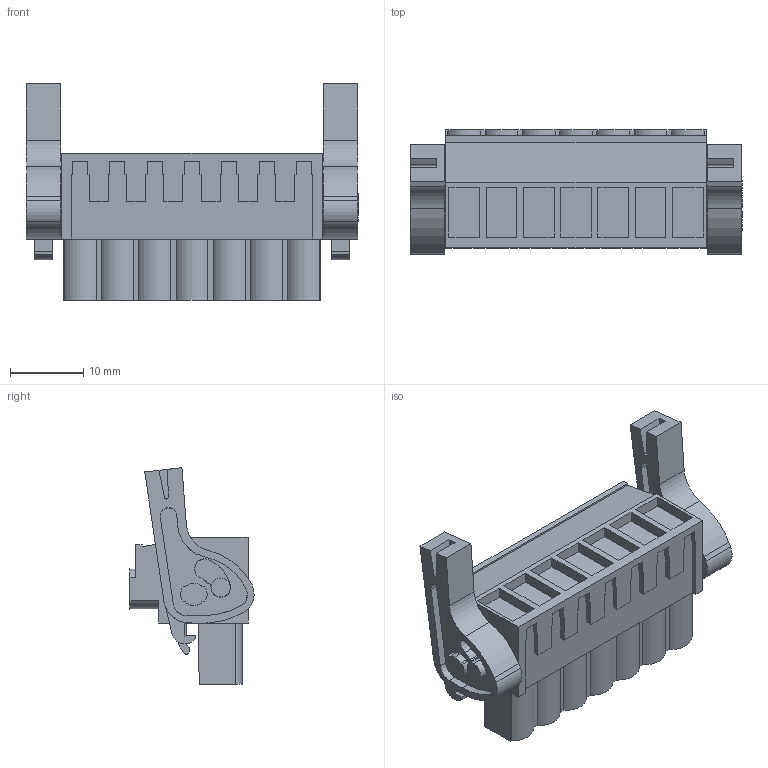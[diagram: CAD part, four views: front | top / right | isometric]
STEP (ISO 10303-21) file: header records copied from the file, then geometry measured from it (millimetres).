
FILE_DESCRIPTION(('CATIA V5 STEP','CAx-IF Rec.Pracs.--- Model Styling and Organization---1.2---2011-12-15'),'2;1');
FILE_NAME ('D1459978_0_1944880000_1944880000.stp','2017-05-22T13:38:30+00:00',('none'),('Weidmueller'),'CATIA Version 5-6 Release 2014','CATIA V5 STEP AP214','none');
FILE_SCHEMA(('AUTOMOTIVE_DESIGN { 1 0 10303 214 1 1 1 1 }'));
Length unit declared in the file: millimetre
Products named in the file (1): 1944880000
Bounding box: 45.26 x 16.91 x 29.52 mm (x, y, z)
Volume: 7803.3 mm3; surface area: 6162.6 mm2
Topology: 10 solids, 10 shells, 626 faces, 1743 edges, 1176 vertices
Faces by surface type: plane 489, cylinder 97, extrusion 40
Entity records: 19148 total; most frequent: CARTESIAN_POINT 4116, ORIENTED_EDGE 3486, DIRECTION 2381, EDGE_CURVE 1743, VECTOR 1467, LINE 1427, VERTEX_POINT 1176, EDGE_LOOP 673
